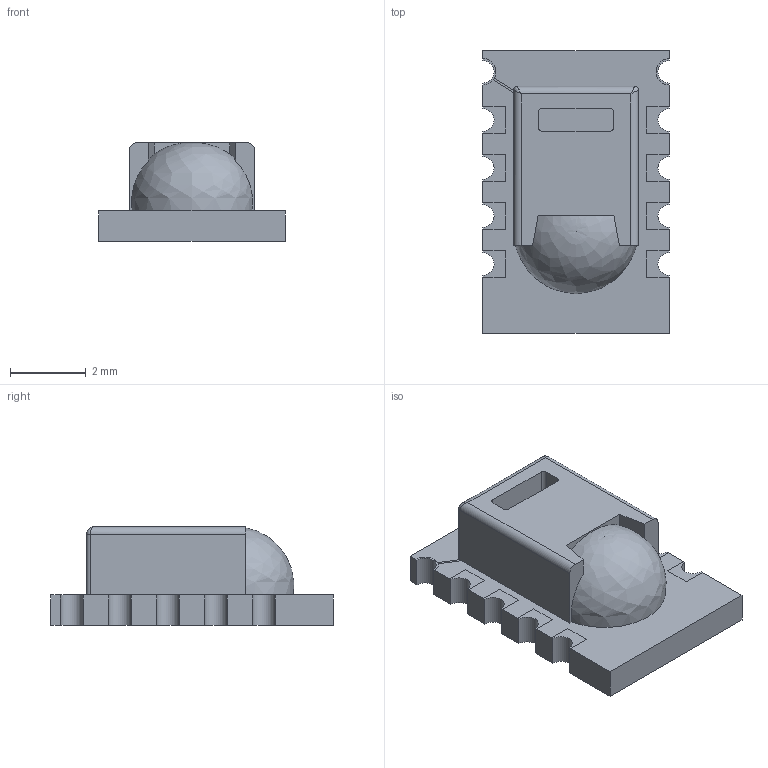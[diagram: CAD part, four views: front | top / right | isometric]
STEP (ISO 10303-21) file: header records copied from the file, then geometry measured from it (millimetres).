
FILE_DESCRIPTION(/* description */ (''),/* implementation_level */ '2;1');
FILE_NAME(/* name */ 'PZ_SHT11.stp',/* time_stamp */ '2015-12-17T16:16:14-06:00',/* author */ ('X1'),/* organization */ (''),/* preprocessor_version */ 'ST-DEVELOPER v15.6',/* originating_system */ 'Autodesk Inventor 2015',/* authorisation */ '');
FILE_SCHEMA (('AUTOMOTIVE_DESIGN { 1 0 10303 214 3 1 1 }'));
Length unit declared in the file: millimetre
Products named in the file (1): PZ_SHT11
Bounding box: 4.93 x 7.47 x 2.6 mm (x, y, z)
Volume: 54.6 mm3; surface area: 128.9 mm2
Topology: 1 solids, 1 shells, 72 faces, 239 edges, 167 vertices
Faces by surface type: plane 50, cylinder 19, bspline 3
Entity records: 2812 total; most frequent: CARTESIAN_POINT 604, ORIENTED_EDGE 472, DIRECTION 413, EDGE_CURVE 236, LINE 185, VECTOR 185, VERTEX_POINT 167, AXIS2_PLACEMENT_3D 114
